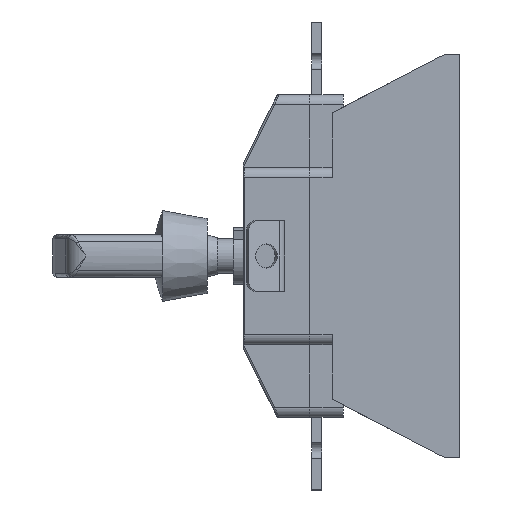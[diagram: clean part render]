
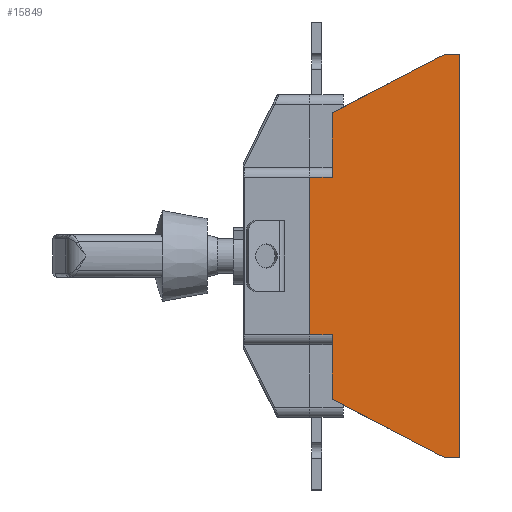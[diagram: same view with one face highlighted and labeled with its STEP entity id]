
A CAD part, left-side view. The second image highlights one B-rep face of the part: STEP entity #15849.
In plain terms, the highlighted planar face has unit normal (-1, 0, 0).
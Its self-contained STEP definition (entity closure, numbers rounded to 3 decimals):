
#943 = DIRECTION ( 'NONE',  ( 0., 0.888, 0.46 ) ) ;
#945 = DIRECTION ( 'NONE',  ( 0., 0., 1. ) ) ;
#1023 = ORIENTED_EDGE ( 'NONE', *, *, #7436, .F. ) ;
#1605 = DIRECTION ( 'NONE',  ( 0., -1., 0. ) ) ;
#1666 = DIRECTION ( 'NONE',  ( 0., -1., 0. ) ) ;
#1668 = DIRECTION ( 'NONE',  ( 0., 0., 1. ) ) ;
#1814 = LINE ( 'NONE', #2087, #16076 ) ;
#1845 = VERTEX_POINT ( 'NONE', #12528 ) ;
#2087 = CARTESIAN_POINT ( 'NONE',  ( 0., 0., -100. ) ) ;
#2104 = VECTOR ( 'NONE', #1666, 1000. ) ;
#2174 = LINE ( 'NONE', #3723, #2382 ) ;
#2261 = DIRECTION ( 'NONE',  ( 0., 1., 0. ) ) ;
#2310 = LINE ( 'NONE', #14699, #16586 ) ;
#2382 = VECTOR ( 'NONE', #943, 1000. ) ;
#2557 = ORIENTED_EDGE ( 'NONE', *, *, #4875, .T. ) ;
#2629 = EDGE_CURVE ( 'NONE', #7908, #10434, #13338, .T. ) ;
#2952 = EDGE_CURVE ( 'NONE', #11563, #5729, #2310, .T. ) ;
#3003 = CARTESIAN_POINT ( 'NONE',  ( 0., 0., 100. ) ) ;
#3132 = LINE ( 'NONE', #10887, #13080 ) ;
#3208 = DIRECTION ( 'NONE',  ( 0., -0.888, 0.46 ) ) ;
#3702 = PLANE ( 'NONE',  #4008 ) ;
#3723 = CARTESIAN_POINT ( 'NONE',  ( 0., 7., -100. ) ) ;
#3764 = DIRECTION ( 'NONE',  ( 0., 0., 1. ) ) ;
#3913 = VERTEX_POINT ( 'NONE', #17461 ) ;
#3925 = DIRECTION ( 'NONE',  ( 0., 1., 0. ) ) ;
#3951 = LINE ( 'NONE', #4768, #12829 ) ;
#4008 = AXIS2_PLACEMENT_3D ( 'NONE', #17292, #11930, #16148 ) ;
#4400 = ORIENTED_EDGE ( 'NONE', *, *, #12614, .F. ) ;
#4518 = CARTESIAN_POINT ( 'NONE',  ( 0., 74., 44. ) ) ;
#4768 = CARTESIAN_POINT ( 'NONE',  ( 0., 7., 100. ) ) ;
#4875 = EDGE_CURVE ( 'NONE', #11563, #1845, #3132, .T. ) ;
#5729 = VERTEX_POINT ( 'NONE', #17517 ) ;
#5853 = ORIENTED_EDGE ( 'NONE', *, *, #14242, .F. ) ;
#6097 = LINE ( 'NONE', #7268, #6720 ) ;
#6391 = EDGE_CURVE ( 'NONE', #14438, #1845, #8475, .T. ) ;
#6412 = CARTESIAN_POINT ( 'NONE',  ( 0., 63., -39. ) ) ;
#6720 = VECTOR ( 'NONE', #15143, 1000. ) ;
#7220 = LINE ( 'NONE', #10863, #16092 ) ;
#7268 = CARTESIAN_POINT ( 'NONE',  ( 0., 0., -100. ) ) ;
#7436 = EDGE_CURVE ( 'NONE', #12845, #9922, #16656, .T. ) ;
#7651 = CARTESIAN_POINT ( 'NONE',  ( 0., 63., 71. ) ) ;
#7656 = VERTEX_POINT ( 'NONE', #16296 ) ;
#7908 = VERTEX_POINT ( 'NONE', #9751 ) ;
#8475 = LINE ( 'NONE', #4518, #15827 ) ;
#8482 = FACE_OUTER_BOUND ( 'NONE', #15114, .T. ) ;
#9010 = ORIENTED_EDGE ( 'NONE', *, *, #2952, .F. ) ;
#9751 = CARTESIAN_POINT ( 'NONE',  ( 0., 7., 100. ) ) ;
#9922 = VERTEX_POINT ( 'NONE', #6412 ) ;
#9983 = CARTESIAN_POINT ( 'NONE',  ( 0., 63., 39. ) ) ;
#10434 = VERTEX_POINT ( 'NONE', #16681 ) ;
#10508 = ORIENTED_EDGE ( 'NONE', *, *, #14571, .F. ) ;
#10863 = CARTESIAN_POINT ( 'NONE',  ( 0., 0., -39. ) ) ;
#10887 = CARTESIAN_POINT ( 'NONE',  ( 0., 0., 39. ) ) ;
#11029 = ORIENTED_EDGE ( 'NONE', *, *, #15251, .F. ) ;
#11563 = VERTEX_POINT ( 'NONE', #9983 ) ;
#11810 = EDGE_CURVE ( 'NONE', #14438, #9922, #7220, .T. ) ;
#11930 = DIRECTION ( 'NONE',  ( -1., 0., 0. ) ) ;
#12427 = CARTESIAN_POINT ( 'NONE',  ( 0., 63., -71. ) ) ;
#12528 = CARTESIAN_POINT ( 'NONE',  ( 0., 74., 39. ) ) ;
#12614 = EDGE_CURVE ( 'NONE', #7656, #3913, #1814, .T. ) ;
#12749 = ORIENTED_EDGE ( 'NONE', *, *, #11810, .T. ) ;
#12829 = VECTOR ( 'NONE', #3208, 1000. ) ;
#12845 = VERTEX_POINT ( 'NONE', #12427 ) ;
#13080 = VECTOR ( 'NONE', #3925, 1000. ) ;
#13338 = LINE ( 'NONE', #3003, #2104 ) ;
#13447 = CARTESIAN_POINT ( 'NONE',  ( 0., 74., -39. ) ) ;
#14242 = EDGE_CURVE ( 'NONE', #5729, #7908, #3951, .T. ) ;
#14438 = VERTEX_POINT ( 'NONE', #13447 ) ;
#14571 = EDGE_CURVE ( 'NONE', #10434, #7656, #6097, .T. ) ;
#14699 = CARTESIAN_POINT ( 'NONE',  ( 0., 63., 71. ) ) ;
#14714 = ORIENTED_EDGE ( 'NONE', *, *, #2629, .F. ) ;
#15114 = EDGE_LOOP ( 'NONE', ( #17464, #12749, #1023, #11029, #4400, #10508, #14714, #5853, #9010, #2557 ) ) ;
#15143 = DIRECTION ( 'NONE',  ( 0., 0., -1. ) ) ;
#15251 = EDGE_CURVE ( 'NONE', #3913, #12845, #2174, .T. ) ;
#15827 = VECTOR ( 'NONE', #1668, 1000. ) ;
#15849 = ADVANCED_FACE ( 'NONE', ( #8482 ), #3702, .T. ) ;
#16076 = VECTOR ( 'NONE', #2261, 1000. ) ;
#16092 = VECTOR ( 'NONE', #1605, 1000. ) ;
#16148 = DIRECTION ( 'NONE',  ( 0., 0., 1. ) ) ;
#16296 = CARTESIAN_POINT ( 'NONE',  ( 0., 0., -100. ) ) ;
#16586 = VECTOR ( 'NONE', #3764, 1000. ) ;
#16656 = LINE ( 'NONE', #7651, #17499 ) ;
#16681 = CARTESIAN_POINT ( 'NONE',  ( 0., 0., 100. ) ) ;
#17292 = CARTESIAN_POINT ( 'NONE',  ( 0., 0., 0. ) ) ;
#17461 = CARTESIAN_POINT ( 'NONE',  ( 0., 7., -100. ) ) ;
#17464 = ORIENTED_EDGE ( 'NONE', *, *, #6391, .F. ) ;
#17499 = VECTOR ( 'NONE', #945, 1000. ) ;
#17517 = CARTESIAN_POINT ( 'NONE',  ( 0., 63., 71. ) ) ;
